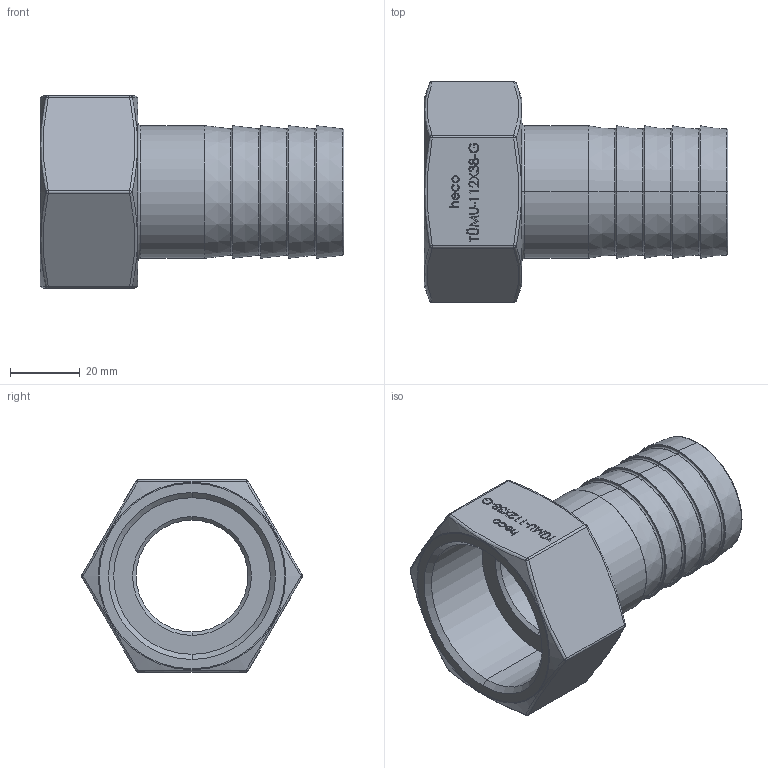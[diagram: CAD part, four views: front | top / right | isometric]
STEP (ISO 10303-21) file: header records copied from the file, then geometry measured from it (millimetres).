
FILE_DESCRIPTION (( 'STEP AP214' ), '1' );
FILE_NAME ('TÜMU-112X38-x Schlauchtülle mit Innengewinde.STEP', '2018-06-06T07:36:38', ( '' ), ( '' ), 'SwSTEP 2.0', 'SolidWorks 2016', '' );
FILE_SCHEMA (( 'AUTOMOTIVE_DESIGN' ));
Length unit declared in the file: millimetre
Products named in the file (1): TÜMU-112X38-x Schlauchtülle mit Innengewinde
Bounding box: 87 x 63.26 x 55 mm (x, y, z)
Volume: 50367.2 mm3; surface area: 25162.4 mm2
Topology: 1 solids, 1 shells, 317 faces, 792 edges, 498 vertices
Faces by surface type: plane 124, bspline 115, cone 28, torus 26, cylinder 12, sphere 12
Entity records: 17393 total; most frequent: CARTESIAN_POINT 8235, ORIENTED_EDGE 1568, DIRECTION 1084, EDGE_CURVE 784, VERTEX_POINT 494, LINE 422, VECTOR 422, EDGE_LOOP 344
